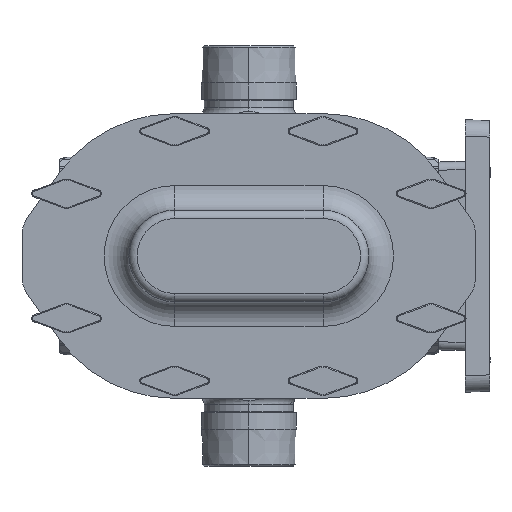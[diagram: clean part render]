
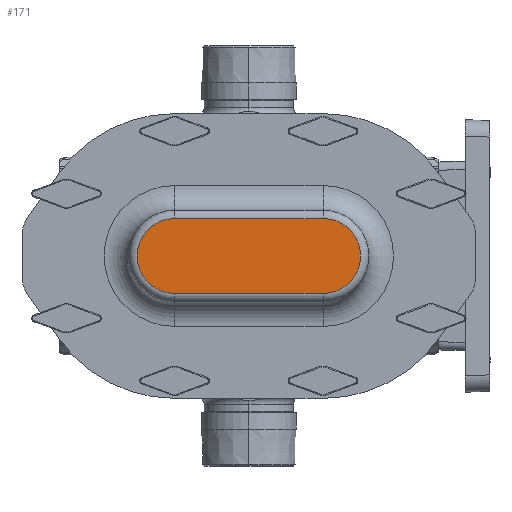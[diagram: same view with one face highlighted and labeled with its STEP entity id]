
A CAD part, left-side view. The second image highlights one B-rep face of the part: STEP entity #171.
In plain terms, the highlighted planar face has unit normal (-1, 0, 0).
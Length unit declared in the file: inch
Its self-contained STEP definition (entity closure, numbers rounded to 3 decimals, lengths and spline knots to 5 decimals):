
#171 = ADVANCED_FACE ( 'NONE', ( #33099 ), #6204, .T. ) ;
#590 = ORIENTED_EDGE ( 'NONE', *, *, #36999, .T. ) ;
#769 = DIRECTION ( 'NONE',  ( -1., 0., 0. ) ) ;
#1058 = LINE ( 'NONE', #21506, #14112 ) ;
#2791 = AXIS2_PLACEMENT_3D ( 'NONE', #12936, #769, #30806 ) ;
#5718 = EDGE_CURVE ( 'NONE', #20654, #35509, #1058, .T. ) ;
#6204 = PLANE ( 'NONE',  #18110 ) ;
#6401 = VERTEX_POINT ( 'NONE', #7976 ) ;
#6846 = ORIENTED_EDGE ( 'NONE', *, *, #5718, .T. ) ;
#7976 = CARTESIAN_POINT ( 'NONE',  ( -2.21, 2.25, 1.135 ) ) ;
#8848 = CARTESIAN_POINT ( 'NONE',  ( -2.21, -2.25, 1.135 ) ) ;
#10556 = AXIS2_PLACEMENT_3D ( 'NONE', #33532, #36305, #36673 ) ;
#12936 = CARTESIAN_POINT ( 'NONE',  ( -2.21, 2.25, 0. ) ) ;
#13108 = LINE ( 'NONE', #31371, #21806 ) ;
#14112 = VECTOR ( 'NONE', #15396, 39.37008 ) ;
#15396 = DIRECTION ( 'NONE',  ( 0., -1., 0. ) ) ;
#17378 = EDGE_CURVE ( 'NONE', #6401, #20654, #36007, .T. ) ;
#18110 = AXIS2_PLACEMENT_3D ( 'NONE', #27786, #37397, #27977 ) ;
#18900 = VERTEX_POINT ( 'NONE', #8848 ) ;
#20654 = VERTEX_POINT ( 'NONE', #21116 ) ;
#20679 = CARTESIAN_POINT ( 'NONE',  ( -2.21, -2.25, -1.135 ) ) ;
#21116 = CARTESIAN_POINT ( 'NONE',  ( -2.21, 2.25, -1.135 ) ) ;
#21506 = CARTESIAN_POINT ( 'NONE',  ( -2.21, -2.25, -1.135 ) ) ;
#21806 = VECTOR ( 'NONE', #25863, 39.37008 ) ;
#23161 = EDGE_LOOP ( 'NONE', ( #590, #26517, #6846, #36407 ) ) ;
#24254 = EDGE_CURVE ( 'NONE', #35509, #18900, #29367, .T. ) ;
#25863 = DIRECTION ( 'NONE',  ( 0., 1., 0. ) ) ;
#26517 = ORIENTED_EDGE ( 'NONE', *, *, #17378, .T. ) ;
#27786 = CARTESIAN_POINT ( 'NONE',  ( -2.21, 2.25, 0. ) ) ;
#27977 = DIRECTION ( 'NONE',  ( 0., 0., 1. ) ) ;
#29367 = CIRCLE ( 'NONE', #10556, 1.135 ) ;
#30806 = DIRECTION ( 'NONE',  ( 0., 0., 1. ) ) ;
#31371 = CARTESIAN_POINT ( 'NONE',  ( -2.21, 2.25, 1.135 ) ) ;
#33099 = FACE_OUTER_BOUND ( 'NONE', #23161, .T. ) ;
#33532 = CARTESIAN_POINT ( 'NONE',  ( -2.21, -2.25, 0. ) ) ;
#35509 = VERTEX_POINT ( 'NONE', #20679 ) ;
#36007 = CIRCLE ( 'NONE', #2791, 1.135 ) ;
#36305 = DIRECTION ( 'NONE',  ( -1., 0., 0. ) ) ;
#36407 = ORIENTED_EDGE ( 'NONE', *, *, #24254, .T. ) ;
#36673 = DIRECTION ( 'NONE',  ( 0., 0., 1. ) ) ;
#36999 = EDGE_CURVE ( 'NONE', #18900, #6401, #13108, .T. ) ;
#37397 = DIRECTION ( 'NONE',  ( -1., 0., 0. ) ) ;
